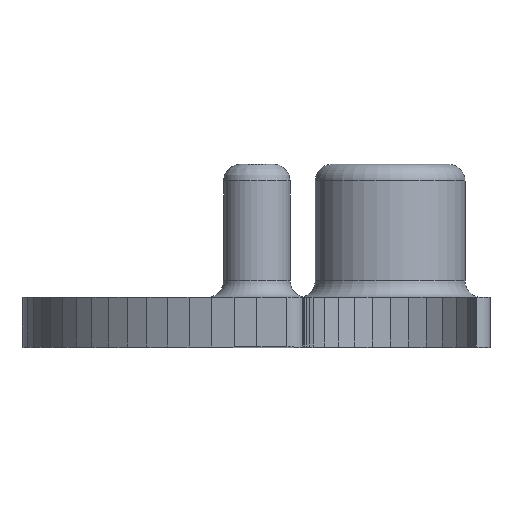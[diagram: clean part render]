
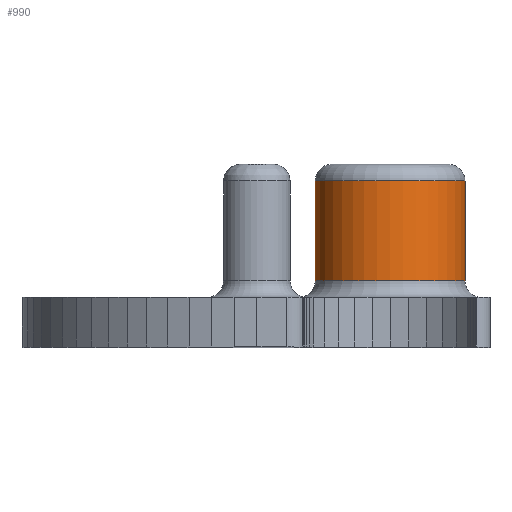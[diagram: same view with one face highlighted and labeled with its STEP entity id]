
A CAD part, top view. The second image highlights one B-rep face of the part: STEP entity #990.
In plain terms, the highlighted cylindrical face has radius 4.5 mm (diameter 9 mm), a full revolution.
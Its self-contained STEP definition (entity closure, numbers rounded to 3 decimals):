
#70=FACE_OUTER_BOUND('',#125,.T.);
#125=EDGE_LOOP('',(#756,#757,#758,#759,#760,#761));
#217=LINE('',#1547,#334);
#334=VECTOR('',#1234,4.5);
#418=CIRCLE('',#1072,4.5);
#419=CIRCLE('',#1073,4.5);
#420=CIRCLE('',#1075,4.5);
#421=CIRCLE('',#1076,4.5);
#488=VERTEX_POINT('',#1540);
#489=VERTEX_POINT('',#1542);
#490=VERTEX_POINT('',#1546);
#491=VERTEX_POINT('',#1548);
#594=EDGE_CURVE('',#488,#489,#418,.T.);
#595=EDGE_CURVE('',#489,#488,#419,.T.);
#596=EDGE_CURVE('',#489,#490,#217,.T.);
#597=EDGE_CURVE('',#491,#490,#420,.T.);
#598=EDGE_CURVE('',#490,#491,#421,.T.);
#756=ORIENTED_EDGE('',*,*,#595,.F.);
#757=ORIENTED_EDGE('',*,*,#596,.T.);
#758=ORIENTED_EDGE('',*,*,#597,.F.);
#759=ORIENTED_EDGE('',*,*,#598,.F.);
#760=ORIENTED_EDGE('',*,*,#596,.F.);
#761=ORIENTED_EDGE('',*,*,#594,.F.);
#976=CYLINDRICAL_SURFACE('',#1074,4.5);
#990=ADVANCED_FACE('',(#70),#976,.T.);
#1072=AXIS2_PLACEMENT_3D('',#1543,#1228,#1229);
#1073=AXIS2_PLACEMENT_3D('',#1544,#1230,#1231);
#1074=AXIS2_PLACEMENT_3D('',#1545,#1232,#1233);
#1075=AXIS2_PLACEMENT_3D('',#1549,#1235,#1236);
#1076=AXIS2_PLACEMENT_3D('',#1550,#1237,#1238);
#1228=DIRECTION('center_axis',(0.,1.,0.));
#1229=DIRECTION('ref_axis',(1.,0.,0.));
#1230=DIRECTION('center_axis',(0.,1.,0.));
#1231=DIRECTION('ref_axis',(1.,0.,0.));
#1232=DIRECTION('center_axis',(0.,1.,0.));
#1233=DIRECTION('ref_axis',(1.,0.,0.));
#1234=DIRECTION('',(0.,-1.,0.));
#1235=DIRECTION('center_axis',(0.,-1.,0.));
#1236=DIRECTION('ref_axis',(1.,0.,0.));
#1237=DIRECTION('center_axis',(0.,-1.,0.));
#1238=DIRECTION('ref_axis',(1.,0.,0.));
#1540=CARTESIAN_POINT('',(2773.691,-167.694,-1867.588));
#1542=CARTESIAN_POINT('',(2769.191,-167.694,-1863.088));
#1543=CARTESIAN_POINT('Origin',(2773.691,-167.694,-1863.088));
#1544=CARTESIAN_POINT('Origin',(2773.691,-167.694,-1863.088));
#1545=CARTESIAN_POINT('Origin',(2773.691,-174.694,-1863.088));
#1546=CARTESIAN_POINT('',(2769.191,-173.694,-1863.088));
#1547=CARTESIAN_POINT('',(2769.191,-174.694,-1863.088));
#1548=CARTESIAN_POINT('',(2773.691,-173.694,-1858.588));
#1549=CARTESIAN_POINT('Origin',(2773.691,-173.694,-1863.088));
#1550=CARTESIAN_POINT('Origin',(2773.691,-173.694,-1863.088));
